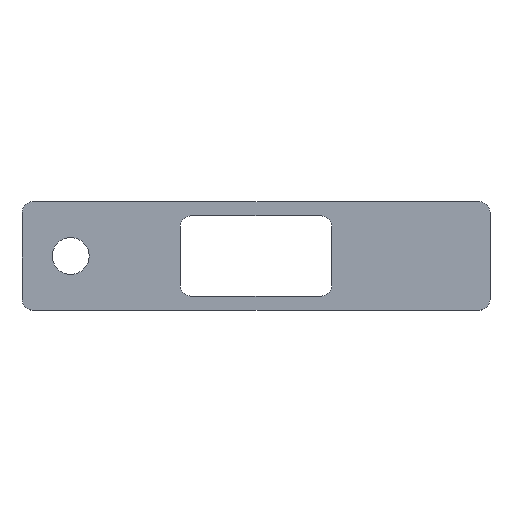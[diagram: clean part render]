
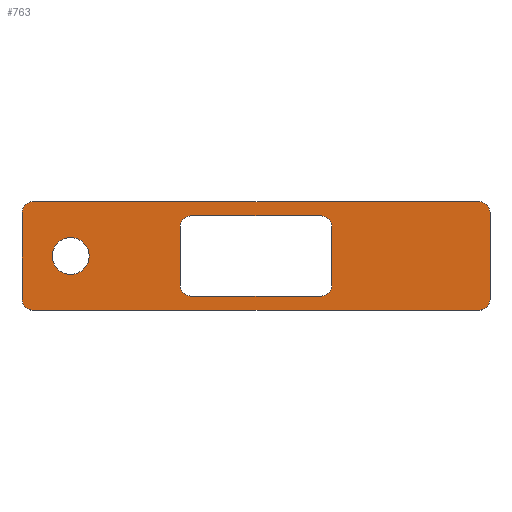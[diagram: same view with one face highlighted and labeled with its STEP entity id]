
A CAD part, top view. The second image highlights one B-rep face of the part: STEP entity #763.
In plain terms, the highlighted planar face has unit normal (0, 0, 1).
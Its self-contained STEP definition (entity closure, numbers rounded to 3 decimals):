
#3 = EDGE_CURVE ( 'NONE', #870, #503, #865, .T. ) ;
#10 = VERTEX_POINT ( 'NONE', #257 ) ;
#12 = DIRECTION ( 'NONE',  ( -1., 0., 0. ) ) ;
#15 = ORIENTED_EDGE ( 'NONE', *, *, #231, .T. ) ;
#25 = VERTEX_POINT ( 'NONE', #118 ) ;
#29 = CARTESIAN_POINT ( 'NONE',  ( -7., 2.7, 1.6 ) ) ;
#33 = CARTESIAN_POINT ( 'NONE',  ( -6., -3.7, 1.6 ) ) ;
#35 = ORIENTED_EDGE ( 'NONE', *, *, #539, .T. ) ;
#37 = EDGE_CURVE ( 'NONE', #822, #867, #227, .T. ) ;
#43 = AXIS2_PLACEMENT_3D ( 'NONE', #420, #745, #823 ) ;
#56 = ORIENTED_EDGE ( 'NONE', *, *, #425, .T. ) ;
#60 = CARTESIAN_POINT ( 'NONE',  ( -7., -3.7, 1.6 ) ) ;
#65 = VERTEX_POINT ( 'NONE', #800 ) ;
#68 = DIRECTION ( 'NONE',  ( -1., 0., 0. ) ) ;
#76 = AXIS2_PLACEMENT_3D ( 'NONE', #179, #460, #334 ) ;
#78 = ORIENTED_EDGE ( 'NONE', *, *, #579, .T. ) ;
#82 = ORIENTED_EDGE ( 'NONE', *, *, #556, .T. ) ;
#86 = CARTESIAN_POINT ( 'NONE',  ( -6., -2.7, 1.6 ) ) ;
#87 = VERTEX_POINT ( 'NONE', #33 ) ;
#95 = AXIS2_PLACEMENT_3D ( 'NONE', #774, #502, #290 ) ;
#99 = CARTESIAN_POINT ( 'NONE',  ( 7., -3.7, 1.6 ) ) ;
#103 = CARTESIAN_POINT ( 'NONE',  ( -21.6, -5., 1.6 ) ) ;
#104 = DIRECTION ( 'NONE',  ( 0., -1., 0. ) ) ;
#109 = DIRECTION ( 'NONE',  ( 0., 0., 1. ) ) ;
#115 = CARTESIAN_POINT ( 'NONE',  ( 7., 2.7, 1.6 ) ) ;
#118 = CARTESIAN_POINT ( 'NONE',  ( -6., 3.7, 1.6 ) ) ;
#123 = EDGE_LOOP ( 'NONE', ( #78, #881, #665, #862, #35, #229, #388, #724 ) ) ;
#125 = EDGE_CURVE ( 'NONE', #377, #87, #719, .T. ) ;
#132 = DIRECTION ( 'NONE',  ( 0., -1., 0. ) ) ;
#133 = CIRCLE ( 'NONE', #612, 1. ) ;
#152 = VECTOR ( 'NONE', #104, 1000. ) ;
#156 = CARTESIAN_POINT ( 'NONE',  ( 21.6, -4., 1.6 ) ) ;
#157 = EDGE_CURVE ( 'NONE', #173, #526, #434, .T. ) ;
#163 = AXIS2_PLACEMENT_3D ( 'NONE', #417, #682, #68 ) ;
#164 = ORIENTED_EDGE ( 'NONE', *, *, #296, .T. ) ;
#170 = FACE_OUTER_BOUND ( 'NONE', #123, .T. ) ;
#171 = DIRECTION ( 'NONE',  ( -1., 0., 0. ) ) ;
#173 = VERTEX_POINT ( 'NONE', #345 ) ;
#179 = CARTESIAN_POINT ( 'NONE',  ( 6., 2.7, 1.6 ) ) ;
#203 = CIRCLE ( 'NONE', #770, 1. ) ;
#205 = VERTEX_POINT ( 'NONE', #616 ) ;
#210 = CIRCLE ( 'NONE', #332, 1.7 ) ;
#220 = ORIENTED_EDGE ( 'NONE', *, *, #702, .T. ) ;
#227 = CIRCLE ( 'NONE', #765, 1. ) ;
#229 = ORIENTED_EDGE ( 'NONE', *, *, #157, .T. ) ;
#231 = EDGE_CURVE ( 'NONE', #648, #804, #753, .T. ) ;
#247 = CARTESIAN_POINT ( 'NONE',  ( 7., -2.7, 1.6 ) ) ;
#257 = CARTESIAN_POINT ( 'NONE',  ( -18.8, 0., 1.6 ) ) ;
#262 = EDGE_CURVE ( 'NONE', #809, #10, #210, .T. ) ;
#279 = CARTESIAN_POINT ( 'NONE',  ( -17.1, 0., 1.6 ) ) ;
#282 = CIRCLE ( 'NONE', #427, 1. ) ;
#290 = DIRECTION ( 'NONE',  ( -1., 0., 0. ) ) ;
#296 = EDGE_CURVE ( 'NONE', #804, #25, #559, .T. ) ;
#297 = VECTOR ( 'NONE', #764, 1000. ) ;
#303 = CARTESIAN_POINT ( 'NONE',  ( -15.4, 0., 1.6 ) ) ;
#309 = EDGE_LOOP ( 'NONE', ( #561, #82, #670, #583, #15, #164, #220, #816 ) ) ;
#310 = CARTESIAN_POINT ( 'NONE',  ( 0., 0., 1.6 ) ) ;
#323 = LINE ( 'NONE', #528, #815 ) ;
#332 = AXIS2_PLACEMENT_3D ( 'NONE', #279, #340, #353 ) ;
#334 = DIRECTION ( 'NONE',  ( -1., 0., 0. ) ) ;
#336 = DIRECTION ( 'NONE',  ( -1., 0., 0. ) ) ;
#340 = DIRECTION ( 'NONE',  ( 0., 0., -1. ) ) ;
#343 = VECTOR ( 'NONE', #132, 1000. ) ;
#345 = CARTESIAN_POINT ( 'NONE',  ( -20.6, 5., 1.6 ) ) ;
#353 = DIRECTION ( 'NONE',  ( -1., 0., 0. ) ) ;
#363 = AXIS2_PLACEMENT_3D ( 'NONE', #86, #370, #506 ) ;
#370 = DIRECTION ( 'NONE',  ( 0., 0., -1. ) ) ;
#377 = VERTEX_POINT ( 'NONE', #841 ) ;
#378 = FACE_BOUND ( 'NONE', #309, .T. ) ;
#380 = AXIS2_PLACEMENT_3D ( 'NONE', #310, #642, #449 ) ;
#381 = DIRECTION ( 'NONE',  ( -1., 0., 0. ) ) ;
#385 = EDGE_CURVE ( 'NONE', #87, #648, #717, .T. ) ;
#388 = ORIENTED_EDGE ( 'NONE', *, *, #758, .T. ) ;
#405 = VECTOR ( 'NONE', #751, 1000. ) ;
#417 = CARTESIAN_POINT ( 'NONE',  ( -6., 2.7, 1.6 ) ) ;
#419 = EDGE_CURVE ( 'NONE', #867, #205, #714, .T. ) ;
#420 = CARTESIAN_POINT ( 'NONE',  ( -20.6, 4., 1.6 ) ) ;
#425 = EDGE_CURVE ( 'NONE', #10, #809, #674, .T. ) ;
#427 = AXIS2_PLACEMENT_3D ( 'NONE', #504, #773, #570 ) ;
#431 = VECTOR ( 'NONE', #381, 1000. ) ;
#434 = CIRCLE ( 'NONE', #43, 1. ) ;
#438 = PLANE ( 'NONE',  #380 ) ;
#443 = CARTESIAN_POINT ( 'NONE',  ( -21.6, -4., 1.6 ) ) ;
#444 = VERTEX_POINT ( 'NONE', #443 ) ;
#447 = CARTESIAN_POINT ( 'NONE',  ( -21.6, 4., 1.6 ) ) ;
#449 = DIRECTION ( 'NONE',  ( -1., 0., 0. ) ) ;
#460 = DIRECTION ( 'NONE',  ( 0., 0., -1. ) ) ;
#465 = CARTESIAN_POINT ( 'NONE',  ( 6., -2.7, 1.6 ) ) ;
#476 = VERTEX_POINT ( 'NONE', #571 ) ;
#498 = CARTESIAN_POINT ( 'NONE',  ( 7., 3.7, 1.6 ) ) ;
#502 = DIRECTION ( 'NONE',  ( 0., 0., -1. ) ) ;
#503 = VERTEX_POINT ( 'NONE', #247 ) ;
#504 = CARTESIAN_POINT ( 'NONE',  ( 20.6, 4., 1.6 ) ) ;
#506 = DIRECTION ( 'NONE',  ( -1., 0., 0. ) ) ;
#509 = CIRCLE ( 'NONE', #76, 1. ) ;
#526 = VERTEX_POINT ( 'NONE', #447 ) ;
#528 = CARTESIAN_POINT ( 'NONE',  ( -21.6, 5., 1.6 ) ) ;
#539 = EDGE_CURVE ( 'NONE', #476, #173, #323, .T. ) ;
#541 = CARTESIAN_POINT ( 'NONE',  ( -7., -2.7, 1.6 ) ) ;
#556 = EDGE_CURVE ( 'NONE', #503, #377, #203, .T. ) ;
#558 = VERTEX_POINT ( 'NONE', #789 ) ;
#559 = CIRCLE ( 'NONE', #163, 1. ) ;
#561 = ORIENTED_EDGE ( 'NONE', *, *, #3, .T. ) ;
#567 = CARTESIAN_POINT ( 'NONE',  ( -20.6, -4., 1.6 ) ) ;
#570 = DIRECTION ( 'NONE',  ( -1., 0., 0. ) ) ;
#571 = CARTESIAN_POINT ( 'NONE',  ( 20.6, 5., 1.6 ) ) ;
#579 = EDGE_CURVE ( 'NONE', #558, #822, #653, .T. ) ;
#583 = ORIENTED_EDGE ( 'NONE', *, *, #385, .T. ) ;
#602 = EDGE_LOOP ( 'NONE', ( #56, #635 ) ) ;
#612 = AXIS2_PLACEMENT_3D ( 'NONE', #567, #743, #12 ) ;
#616 = CARTESIAN_POINT ( 'NONE',  ( 21.6, 4., 1.6 ) ) ;
#629 = DIRECTION ( 'NONE',  ( 0., 1., 0. ) ) ;
#633 = VECTOR ( 'NONE', #799, 1000. ) ;
#635 = ORIENTED_EDGE ( 'NONE', *, *, #262, .T. ) ;
#639 = CARTESIAN_POINT ( 'NONE',  ( 21.6, -5., 1.6 ) ) ;
#642 = DIRECTION ( 'NONE',  ( 0., 0., -1. ) ) ;
#646 = FACE_BOUND ( 'NONE', #602, .T. ) ;
#648 = VERTEX_POINT ( 'NONE', #541 ) ;
#653 = LINE ( 'NONE', #103, #633 ) ;
#654 = CARTESIAN_POINT ( 'NONE',  ( 7., -3.7, 1.6 ) ) ;
#665 = ORIENTED_EDGE ( 'NONE', *, *, #419, .T. ) ;
#668 = DIRECTION ( 'NONE',  ( 0., 0., -1. ) ) ;
#670 = ORIENTED_EDGE ( 'NONE', *, *, #125, .T. ) ;
#674 = CIRCLE ( 'NONE', #95, 1.7 ) ;
#682 = DIRECTION ( 'NONE',  ( 0., 0., -1. ) ) ;
#697 = EDGE_CURVE ( 'NONE', #444, #558, #133, .T. ) ;
#702 = EDGE_CURVE ( 'NONE', #25, #65, #833, .T. ) ;
#714 = LINE ( 'NONE', #639, #855 ) ;
#717 = CIRCLE ( 'NONE', #363, 1. ) ;
#719 = LINE ( 'NONE', #99, #431 ) ;
#724 = ORIENTED_EDGE ( 'NONE', *, *, #697, .T. ) ;
#734 = DIRECTION ( 'NONE',  ( -1., 0., 0. ) ) ;
#739 = LINE ( 'NONE', #802, #343 ) ;
#743 = DIRECTION ( 'NONE',  ( 0., 0., 1. ) ) ;
#745 = DIRECTION ( 'NONE',  ( 0., 0., 1. ) ) ;
#751 = DIRECTION ( 'NONE',  ( 0., 1., 0. ) ) ;
#753 = LINE ( 'NONE', #60, #405 ) ;
#758 = EDGE_CURVE ( 'NONE', #526, #444, #739, .T. ) ;
#763 = ADVANCED_FACE ( 'NONE', ( #378, #646, #170 ), #438, .F. ) ;
#764 = DIRECTION ( 'NONE',  ( 1., 0., 0. ) ) ;
#765 = AXIS2_PLACEMENT_3D ( 'NONE', #850, #109, #336 ) ;
#770 = AXIS2_PLACEMENT_3D ( 'NONE', #465, #668, #734 ) ;
#773 = DIRECTION ( 'NONE',  ( 0., 0., 1. ) ) ;
#774 = CARTESIAN_POINT ( 'NONE',  ( -17.1, 0., 1.6 ) ) ;
#781 = CARTESIAN_POINT ( 'NONE',  ( 20.6, -5., 1.6 ) ) ;
#789 = CARTESIAN_POINT ( 'NONE',  ( -20.6, -5., 1.6 ) ) ;
#799 = DIRECTION ( 'NONE',  ( 1., 0., 0. ) ) ;
#800 = CARTESIAN_POINT ( 'NONE',  ( 6., 3.7, 1.6 ) ) ;
#802 = CARTESIAN_POINT ( 'NONE',  ( -21.6, -5., 1.6 ) ) ;
#804 = VERTEX_POINT ( 'NONE', #29 ) ;
#809 = VERTEX_POINT ( 'NONE', #303 ) ;
#815 = VECTOR ( 'NONE', #171, 1000. ) ;
#816 = ORIENTED_EDGE ( 'NONE', *, *, #883, .T. ) ;
#822 = VERTEX_POINT ( 'NONE', #781 ) ;
#823 = DIRECTION ( 'NONE',  ( -1., 0., 0. ) ) ;
#833 = LINE ( 'NONE', #498, #297 ) ;
#841 = CARTESIAN_POINT ( 'NONE',  ( 6., -3.7, 1.6 ) ) ;
#850 = CARTESIAN_POINT ( 'NONE',  ( 20.6, -4., 1.6 ) ) ;
#855 = VECTOR ( 'NONE', #629, 1000. ) ;
#859 = EDGE_CURVE ( 'NONE', #205, #476, #282, .T. ) ;
#862 = ORIENTED_EDGE ( 'NONE', *, *, #859, .T. ) ;
#865 = LINE ( 'NONE', #654, #152 ) ;
#867 = VERTEX_POINT ( 'NONE', #156 ) ;
#870 = VERTEX_POINT ( 'NONE', #115 ) ;
#881 = ORIENTED_EDGE ( 'NONE', *, *, #37, .T. ) ;
#883 = EDGE_CURVE ( 'NONE', #65, #870, #509, .T. ) ;
